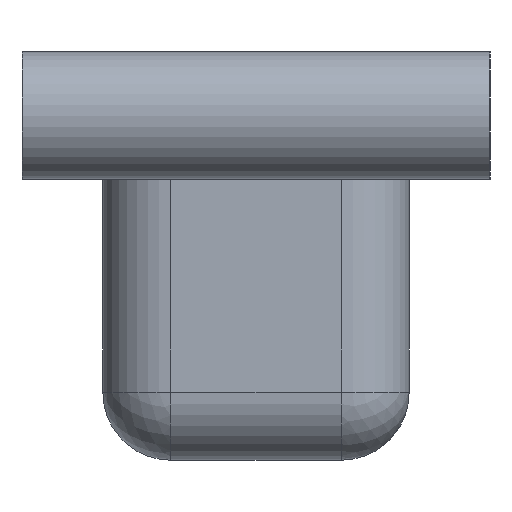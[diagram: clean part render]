
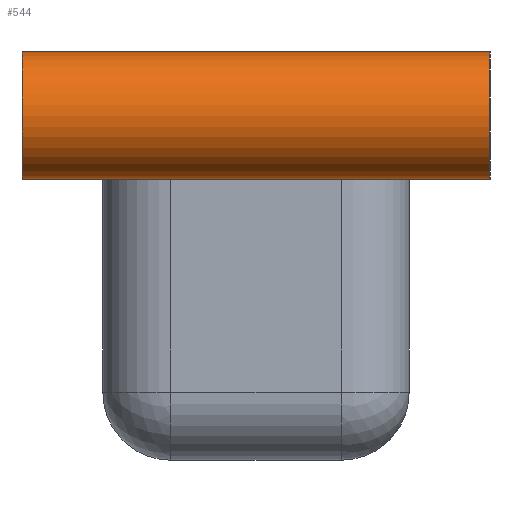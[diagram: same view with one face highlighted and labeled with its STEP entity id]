
A CAD part, left-side view. The second image highlights one B-rep face of the part: STEP entity #544.
In plain terms, the highlighted cylindrical face has radius 7.5 mm (diameter 15 mm), a partial arc.
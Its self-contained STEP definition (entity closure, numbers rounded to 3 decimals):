
#303 = EDGE_CURVE('',#304,#306,#308,.T.);
#304 = VERTEX_POINT('',#305);
#305 = CARTESIAN_POINT('',(-100.,0.,15.));
#306 = VERTEX_POINT('',#307);
#307 = CARTESIAN_POINT('',(-100.,-55.,15.));
#308 = LINE('',#309,#310);
#309 = CARTESIAN_POINT('',(-100.,0.,15.));
#310 = VECTOR('',#311,1.);
#311 = DIRECTION('',(0.,-1.,0.));
#544 = ADVANCED_FACE('',(#545),#572,.T.);
#545 = FACE_BOUND('',#546,.F.);
#546 = EDGE_LOOP('',(#547,#548,#557,#565));
#547 = ORIENTED_EDGE('',*,*,#303,.T.);
#548 = ORIENTED_EDGE('',*,*,#549,.T.);
#549 = EDGE_CURVE('',#306,#550,#552,.T.);
#550 = VERTEX_POINT('',#551);
#551 = CARTESIAN_POINT('',(-100.,-55.,0.));
#552 = CIRCLE('',#553,7.5);
#553 = AXIS2_PLACEMENT_3D('',#554,#555,#556);
#554 = CARTESIAN_POINT('',(-100.,-55.,7.5));
#555 = DIRECTION('',(0.,-1.,0.));
#556 = DIRECTION('',(1.,0.,0.));
#557 = ORIENTED_EDGE('',*,*,#558,.F.);
#558 = EDGE_CURVE('',#559,#550,#561,.T.);
#559 = VERTEX_POINT('',#560);
#560 = CARTESIAN_POINT('',(-100.,0.,0.)
  );
#561 = LINE('',#562,#563);
#562 = CARTESIAN_POINT('',(-100.,0.,0.)
  );
#563 = VECTOR('',#564,1.);
#564 = DIRECTION('',(0.,-1.,0.));
#565 = ORIENTED_EDGE('',*,*,#566,.F.);
#566 = EDGE_CURVE('',#304,#559,#567,.T.);
#567 = CIRCLE('',#568,7.5);
#568 = AXIS2_PLACEMENT_3D('',#569,#570,#571);
#569 = CARTESIAN_POINT('',(-100.,0.,7.5));
#570 = DIRECTION('',(0.,-1.,0.));
#571 = DIRECTION('',(1.,0.,0.));
#572 = CYLINDRICAL_SURFACE('',#573,7.5);
#573 = AXIS2_PLACEMENT_3D('',#574,#575,#576);
#574 = CARTESIAN_POINT('',(-100.,0.,7.5));
#575 = DIRECTION('',(0.,1.,0.));
#576 = DIRECTION('',(1.,0.,0.));
